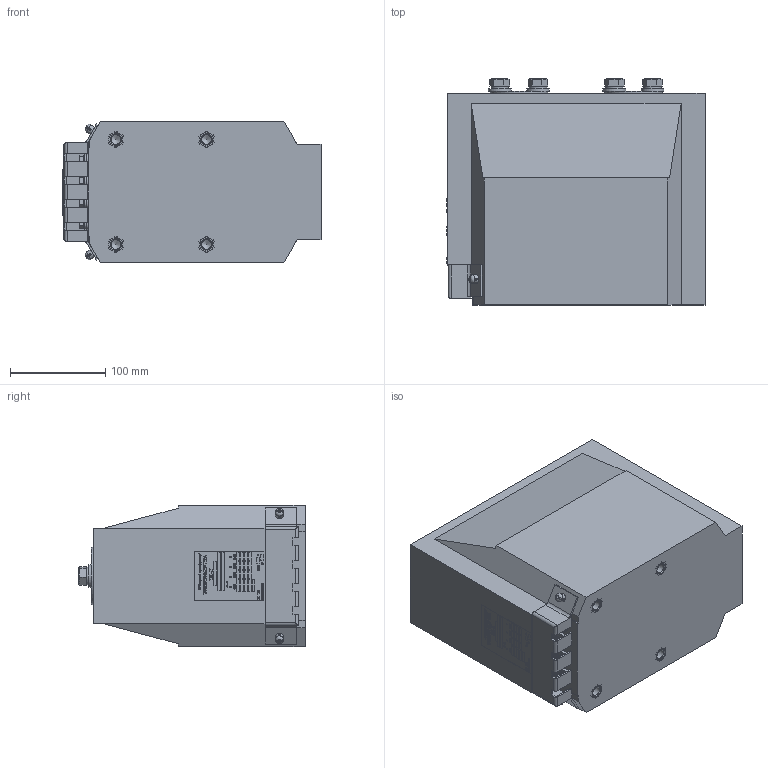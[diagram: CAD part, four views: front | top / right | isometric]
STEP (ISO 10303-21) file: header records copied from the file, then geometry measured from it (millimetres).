
FILE_DESCRIPTION(('STEP AP214'), '1');
FILE_NAME('ÂÅÈÓ.671213.019-01.02 ÑÁ Òðàíñôîðìàòîð òîêà ÒËÊ-10-5', '2023-05-26T04:46:59', ('UNSPECIFIED'), ('UNSPECIFIED'), 'ASCON STEP Converter 1.3', 'ASCON Math Kernel', '');
FILE_SCHEMA(('AUTOMOTIVE_DESIGN { 1 0 10303 214 3 1 1}'));
Length unit declared in the file: millimetre
Products named in the file (16): 屡扔.671212.538-03; 屡扔.757465.006; 屡扔.758472.007-01; 屡扔.758472.015
Assembly tree (42 placements, depth 3):
  (unnamed)
    屡扔.671212.538-03
      (unnamed)
      屡扔.757465.006  x2
      (unnamed)  x4
      屡扔.758472.007-01  x4
      屡扔.758472.015  x2
    (unnamed)  x4
    (unnamed)  x4
    (unnamed)  x4
    (unnamed)  x4
    (unnamed)  x4
    (unnamed)  x4
    (unnamed)
    (unnamed)  x2
    (unnamed)
Bounding box: 270.4 x 237 x 148 mm (x, y, z)
Volume: 7588868.5 mm3; surface area: 350733 mm2
Topology: 41 solids, 41 shells, 6362 faces, 17852 edges, 11834 vertices
Faces by surface type: plane 4031, cylinder 2187, cone 94, torus 50
Full cylindrical faces by diameter (mm): 2 x8, 3 x8, 4.134 x2, 4.917 x4, 5 x2, 6 x6, 6.4 x4, 6.5 x4, 9 x2, 10.106 x8, 12 x12, 13 x20, 14 x8, 15 x8, 20 x2, 24 x4, 56 x4, 60 x8
Entity records: 248814 total; most frequent: CARTESIAN_POINT 38300, ORIENTED_EDGE 34078, DIRECTION 33376, EDGE_CURVE 17039, LINE 12656, VECTOR 12656, VERTEX_POINT 11393, AXIS2_PLACEMENT_3D 10360
